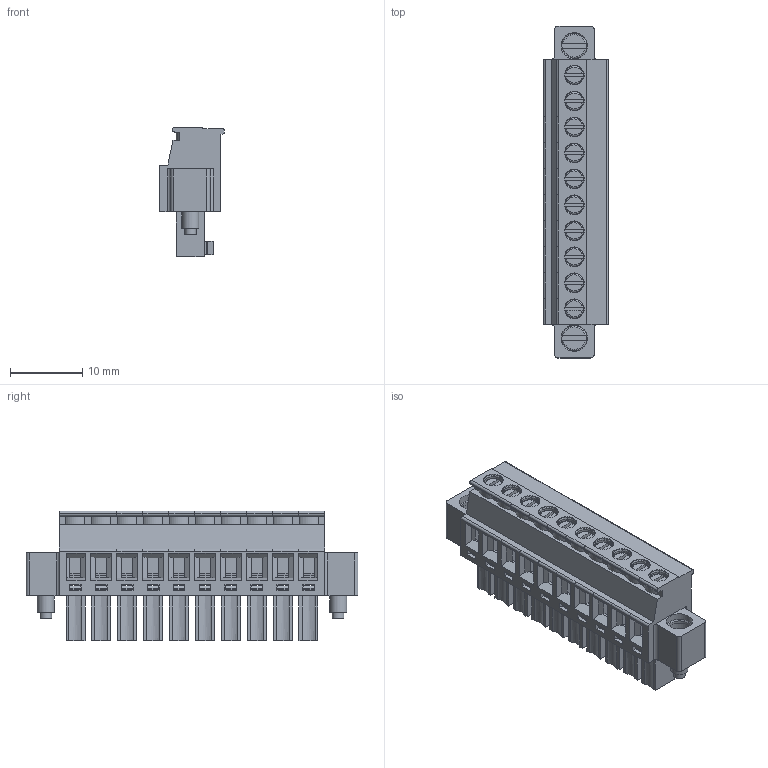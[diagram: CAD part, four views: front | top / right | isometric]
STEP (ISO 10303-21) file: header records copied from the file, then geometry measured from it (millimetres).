
FILE_DESCRIPTION( ('This file contains a STEP AP42 implementation' ,'as created by ZW3D STEP Interface translator.') ,'2;1' );
FILE_NAME( 'PF381-A10ASMW1.stp' ,'231125.14 627', (''), ('ZWCAD Software Co.'), 'Version 1.0', 'ZW3D to STEP translator', '' );
FILE_SCHEMA(('AUTOMOTIVE_DESIGN { 1 0 10303 214 1 1 1 1 }'));
Length unit declared in the file: millimetre
Products named in the file (2): 0; PF381-A10ASMW1
Bounding box: 8.98 x 46.04 x 17.97 mm (x, y, z)
Volume: 2775.2 mm3; surface area: 7962.1 mm2
Topology: 14 solids, 14 shells, 2222 faces, 6063 edges, 3908 vertices
Faces by surface type: plane 1750, bspline 238, cylinder 148, cone 86
Full cylindrical faces by diameter (mm): 0.531 x1, 1.135 x1, 1.324 x10, 1.418 x10, 1.513 x10, 1.608 x2, 1.891 x10, 1.986 x10, 2.08 x10, 2.364 x2, 2.742 x20, 3.452 x2, 3.501 x2, 3.641 x4
Entity records: 74590 total; most frequent: CARTESIAN_POINT 17012, ORIENTED_EDGE 12126, DIRECTION 10455, EDGE_CURVE 6063, VECTOR 4993, LINE 4993, VERTEX_POINT 3908, AXIS2_PLACEMENT_3D 2731
